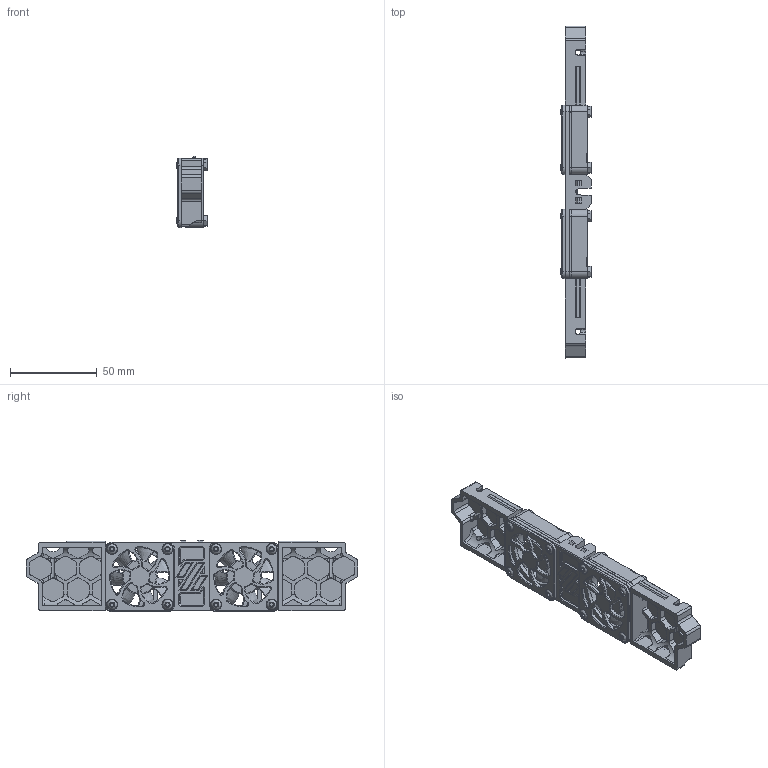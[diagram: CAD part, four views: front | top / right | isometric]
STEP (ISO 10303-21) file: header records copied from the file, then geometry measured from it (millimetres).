
FILE_DESCRIPTION(/* description */ (''),/* implementation_level */ '2;1');
FILE_NAME(/* name */ 'V02_Fan_skirts.step',/* time_stamp */ '2023-01-24T09:48:36-08:00',/* author */ (''),/* organization */ (''),/* preprocessor_version */ 'ST-DEVELOPER v19.2',/* originating_system */ 'Autodesk Translation Framework v11.17.0.187',/* authorisation */ '');
FILE_SCHEMA (('AUTOMOTIVE_DESIGN { 1 0 10303 214 3 1 1 }'));
Products named in the file (17): (Unsaved); Skirt_Fan_Support; Fan_Grills; Fan Grill; Fan Grill Support; Skirt_Logo; Skirt_Fans; Fan_4010; Fan_4010_1; 4010 (1) (1) (1); Side Skirts; Side_Skirt_A; Side_Skirt_B; Side Fan Skirt Mount; Hardware; M3x16 BHCS; M3 HexNut
Assembly tree (33 placements, depth 5):
  (Unsaved)
    Skirt_Fan_Support
      Fan_Grills
        Fan Grill  x2
        Fan Grill Support  x2
      Skirt_Logo
      Skirt_Fans
        Fan_4010
          4010 (1) (1) (1)
        Fan_4010_1
          4010 (1) (1) (1)
      Side Skirts
        Side_Skirt_A
        Side_Skirt_B
      Side Fan Skirt Mount
    Hardware
      M3x16 BHCS  x8
      M3 HexNut  x8
Bounding box: 17.85 x 191.37 x 41 mm (x, y, z)
Volume: 54068.1 mm3; surface area: 59348.3 mm2
Topology: 28 solids, 28 shells, 1957 faces, 4917 edges, 3038 vertices
Faces by surface type: plane 915, cylinder 540, cone 428, bspline 52, torus 14, sphere 8
Full cylindrical faces by diameter (mm): 2.9 x8, 3 x20, 3.4 x8, 3.45 x12, 5.7 x8, 6 x8, 18.8 x2, 19.2 x2, 20 x2, 34 x2, 38 x2
Entity records: 51379 total; most frequent: CARTESIAN_POINT 15296, ORIENTED_EDGE 7550, DIRECTION 7383, EDGE_CURVE 3775, AXIS2_PLACEMENT_3D 2514, VERTEX_POINT 2360, LINE 2355, VECTOR 2355
